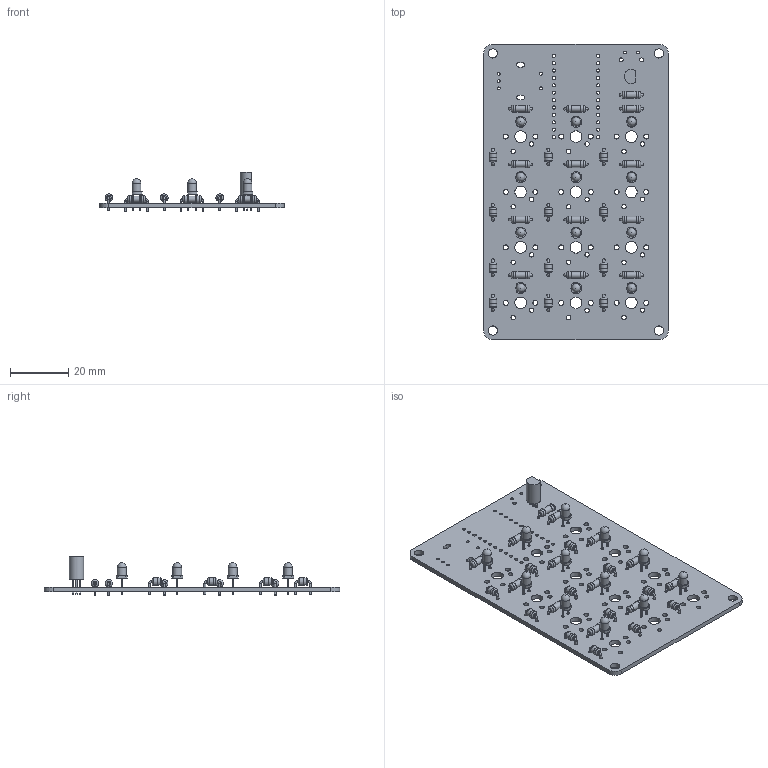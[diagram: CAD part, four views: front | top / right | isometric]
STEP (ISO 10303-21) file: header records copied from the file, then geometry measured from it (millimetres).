
FILE_DESCRIPTION(('KiCad electronic assembly'),'2;1');
FILE_NAME('numpad.step','2021-02-28T13:46:50',('An Author'),('A Company' ),'Open CASCADE STEP processor 6.9','KiCad to STEP converter', 'Unknown');
FILE_SCHEMA(('AUTOMOTIVE_DESIGN { 1 0 10303 214 1 1 1 1 }'));
Length unit declared in the file: millimetre
Products named in the file (10): Open CASCADE STEP translator 6.9 1; LED_D3.0mm; SOLID; R_Axial_DIN0207_L6.3mm_D2.5mm_P7.62mm_Horizontal; TO-92L_Inline; D_T-1_P5.08mm_Horizontal; COMPOUND
Assembly tree (43 placements, depth 3):
  Open CASCADE STEP translator 6.9 1
    LED_D3.0mm  x12
      SOLID
    R_Axial_DIN0207_L6.3mm_D2.5mm_P7.62mm_Horizontal  x13
      SOLID
    TO-92L_Inline
      SOLID
    D_T-1_P5.08mm_Horizontal  x12
      SOLID
    COMPOUND
Bounding box: 63.5 x 101.6 x 13.5 mm (x, y, z)
Volume: 10947.1 mm3; surface area: 16682.2 mm2
Topology: 39 solids, 39 shells, 790 faces, 1655 edges, 1058 vertices
Faces by surface type: cylinder 344, plane 334, torus 100, sphere 12
Full cylindrical faces by diameter (mm): 0.6 x26, 0.7 x48, 0.75 x3, 0.8 x26, 0.9 x24, 1 x31, 1.1 x24, 1.3 x2, 1.5 x24, 1.7 x24, 2.25 x13, 2.5 x26, 2.6 x12, 2.62 x12, 3 x12, 3.2 x4, 4 x12
Entity records: 20481 total; most frequent: CARTESIAN_POINT 4376, DIRECTION 3075, ORIENTED_EDGE 1396, PCURVE 1396, DEFINITIONAL_REPRESENTATION 1396, LINE 1279, VECTOR 1279, CIRCLE 784
